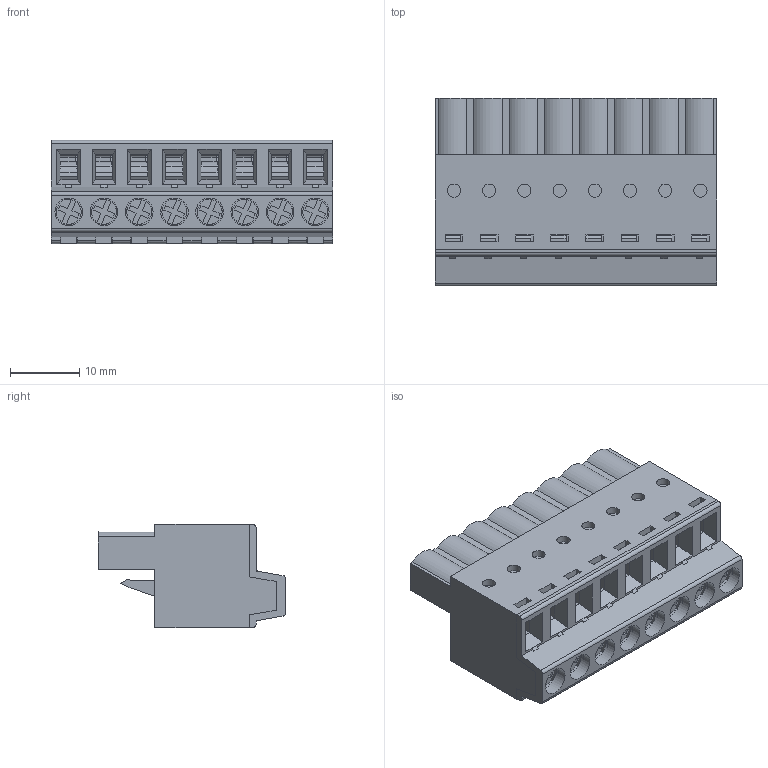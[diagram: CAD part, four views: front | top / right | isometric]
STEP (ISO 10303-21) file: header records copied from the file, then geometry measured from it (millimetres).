
FILE_DESCRIPTION( ( 'Unknown' ), '1' );
FILE_NAME( '691373500008B.stp', 'Unknown', ( 'Unknown' ), ( 'Unknown' ), 'PSStep 19.0.9', 'Unknown', ' ' );
FILE_SCHEMA( ( 'AUTOMOTIVE_DESIGN { 1 0 10303 214 1 1 1 1 }' ) );
Length unit declared in the file: millimetre
Products named in the file (7): Assem1; 6913735000xxB_PIN; 691373500008B_COQUE; 691373500008B; 6913735000xxB_MASS; 6913735000xxB_VIS; 6913735000xxB_CLAPET
Assembly tree (34 placements, depth 2):
  Assem1
    6913735000xxB_PIN  x8
    691373500008B_COQUE
    691373500008B
    6913735000xxB_MASS  x8
    6913735000xxB_VIS  x8
    6913735000xxB_CLAPET  x8
Bounding box: 40.64 x 27.1 x 14.9 mm (x, y, z)
Volume: 7654.1 mm3; surface area: 18664.4 mm2
Topology: 34 solids, 34 shells, 2019 faces, 5575 edges, 3658 vertices
Faces by surface type: plane 1567, cylinder 444, cone 8
Full cylindrical faces by diameter (mm): 1.9 x8, 2.003 x8, 2.5 x16, 3 x8, 3.1 x8, 3.6 x8, 3.99 x8, 4.1 x8
Entity records: 39960 total; most frequent: CARTESIAN_POINT 5672, ORIENTED_EDGE 5544, DIRECTION 5068, EDGE_CURVE 2772, LINE 2536, VECTOR 2536, VERTEX_POINT 1838, AXIS2_PLACEMENT_3D 1266
